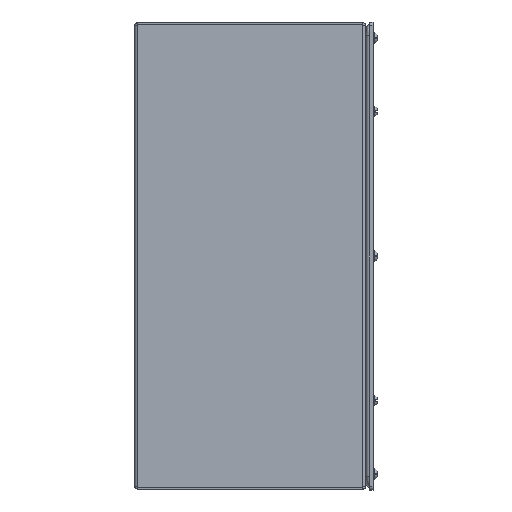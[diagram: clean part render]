
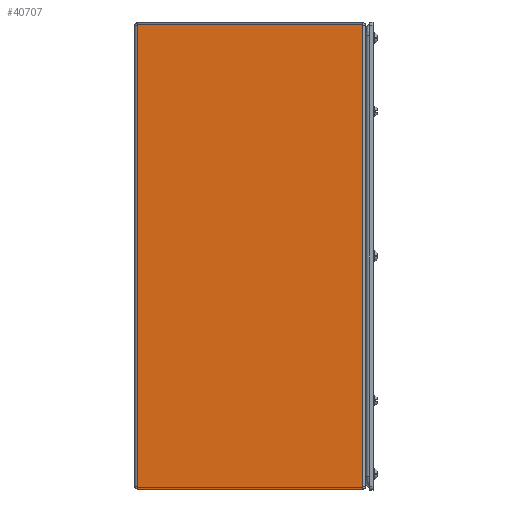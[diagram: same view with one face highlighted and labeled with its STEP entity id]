
A CAD part, left-side view. The second image highlights one B-rep face of the part: STEP entity #40707.
In plain terms, the highlighted face is planar.
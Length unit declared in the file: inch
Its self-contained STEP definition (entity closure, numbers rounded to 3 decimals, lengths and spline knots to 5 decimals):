
#1321 = AXIS2_PLACEMENT_3D ( 'NONE', #15249, #12093, #37542 ) ;
#4677 = VECTOR ( 'NONE', #26187, 39.37008 ) ;
#7143 = ORIENTED_EDGE ( 'NONE', *, *, #24517, .F. ) ;
#7178 = LINE ( 'NONE', #26239, #20605 ) ;
#8010 = EDGE_CURVE ( 'NONE', #15651, #8146, #29773, .T. ) ;
#8146 = VERTEX_POINT ( 'NONE', #8178 ) ;
#8178 = CARTESIAN_POINT ( 'NONE',  ( 8.0675, 7.89, 8.0675 ) ) ;
#12093 = DIRECTION ( 'NONE',  ( -1., 0., 0. ) ) ;
#12908 = VECTOR ( 'NONE', #17872, 39.37008 ) ;
#15249 = CARTESIAN_POINT ( 'NONE',  ( 8.0675, 8., 8.0675 ) ) ;
#15651 = VERTEX_POINT ( 'NONE', #22156 ) ;
#15954 = DIRECTION ( 'NONE',  ( 0., -1., 0. ) ) ;
#15988 = EDGE_CURVE ( 'NONE', #8146, #34108, #27605, .T. ) ;
#16038 = VECTOR ( 'NONE', #15954, 39.37008 ) ;
#17872 = DIRECTION ( 'NONE',  ( 0., -1., 0. ) ) ;
#19621 = CARTESIAN_POINT ( 'NONE',  ( 8.0675, 7.89, 8.0675 ) ) ;
#20605 = VECTOR ( 'NONE', #39403, 39.37008 ) ;
#22156 = CARTESIAN_POINT ( 'NONE',  ( 8.0675, 7.89, -8.0625 ) ) ;
#22641 = EDGE_LOOP ( 'NONE', ( #35616, #39803, #7143, #30039 ) ) ;
#23121 = CARTESIAN_POINT ( 'NONE',  ( 8.0675, 0.11, 8.0675 ) ) ;
#24517 = EDGE_CURVE ( 'NONE', #15651, #24867, #26324, .T. ) ;
#24588 = PLANE ( 'NONE',  #1321 ) ;
#24867 = VERTEX_POINT ( 'NONE', #31359 ) ;
#26187 = DIRECTION ( 'NONE',  ( 0., 0., 1. ) ) ;
#26239 = CARTESIAN_POINT ( 'NONE',  ( 8.0675, 0.11, -8.0625 ) ) ;
#26324 = LINE ( 'NONE', #28869, #16038 ) ;
#27605 = LINE ( 'NONE', #40164, #12908 ) ;
#28869 = CARTESIAN_POINT ( 'NONE',  ( 8.0675, 8., -8.0625 ) ) ;
#29773 = LINE ( 'NONE', #19621, #4677 ) ;
#30039 = ORIENTED_EDGE ( 'NONE', *, *, #8010, .T. ) ;
#31359 = CARTESIAN_POINT ( 'NONE',  ( 8.0675, 0.11, -8.0625 ) ) ;
#34108 = VERTEX_POINT ( 'NONE', #23121 ) ;
#35616 = ORIENTED_EDGE ( 'NONE', *, *, #15988, .T. ) ;
#36030 = EDGE_CURVE ( 'NONE', #34108, #24867, #7178, .T. ) ;
#37542 = DIRECTION ( 'NONE',  ( 0., 0., 1. ) ) ;
#39403 = DIRECTION ( 'NONE',  ( 0., 0., -1. ) ) ;
#39803 = ORIENTED_EDGE ( 'NONE', *, *, #36030, .T. ) ;
#40164 = CARTESIAN_POINT ( 'NONE',  ( 8.0675, 8., 8.0675 ) ) ;
#40707 = ADVANCED_FACE ( 'NONE', ( #41136 ), #24588, .F. ) ;
#41136 = FACE_OUTER_BOUND ( 'NONE', #22641, .T. ) ;
